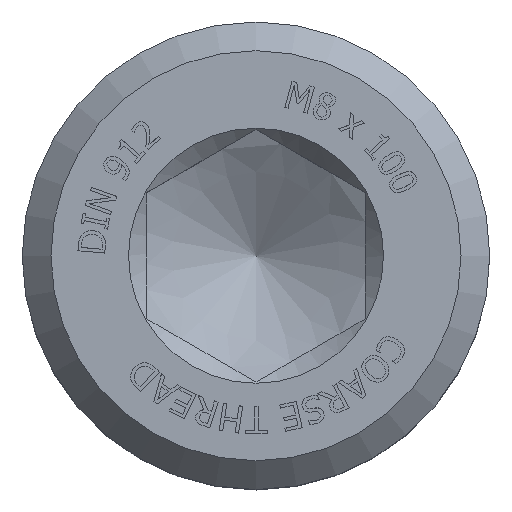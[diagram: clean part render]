
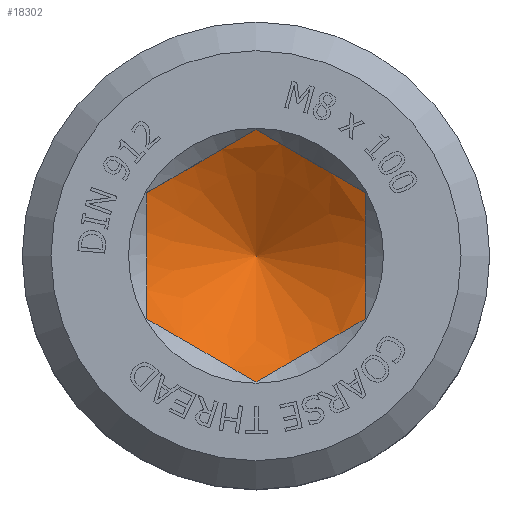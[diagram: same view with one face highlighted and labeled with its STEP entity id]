
A CAD part, top view. The second image highlights one B-rep face of the part: STEP entity #18302.
In plain terms, the highlighted conical face has half-angle 60 degrees and reference radius 2.6 mm.
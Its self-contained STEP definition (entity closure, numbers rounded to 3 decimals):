
#17930=CARTESIAN_POINT('',(0.,3.51,-4.0));
#17931=VERTEX_POINT('',#17930);
#17938=CARTESIAN_POINT('',(3.04,1.755,-4.0));
#17939=VERTEX_POINT('',#17938);
#17940=CARTESIAN_POINT('',(3.04,1.755,-4.0));
#17941=CARTESIAN_POINT('',(1.52,2.633,-4.507));
#17942=CARTESIAN_POINT('',(0.,3.51,-4.0));
#17950=(BOUNDED_CURVE()B_SPLINE_CURVE(2,(#17940,#17941,#17942),.UNSPECIFIED.,.F.,.U.)B_SPLINE_CURVE_WITH_KNOTS((3,3),(0.21,0.67),.UNSPECIFIED.)CURVE()GEOMETRIC_REPRESENTATION_ITEM()RATIONAL_B_SPLINE_CURVE((1.258,1.453,1.258))REPRESENTATION_ITEM(''));
#17951=EDGE_CURVE('',#17939,#17931,#17950,.T.);
#17968=CARTESIAN_POINT('',(-3.04,1.755,-4.0));
#17969=VERTEX_POINT('',#17968);
#17976=CARTESIAN_POINT('',(0.,3.51,-4.0));
#17977=CARTESIAN_POINT('',(-1.52,2.633,-4.507));
#17978=CARTESIAN_POINT('',(-3.04,1.755,-4.0));
#17986=(BOUNDED_CURVE()B_SPLINE_CURVE(2,(#17976,#17977,#17978),.UNSPECIFIED.,.F.,.U.)B_SPLINE_CURVE_WITH_KNOTS((3,3),(0.21,0.67),.UNSPECIFIED.)CURVE()GEOMETRIC_REPRESENTATION_ITEM()RATIONAL_B_SPLINE_CURVE((1.258,1.453,1.258))REPRESENTATION_ITEM(''));
#17987=EDGE_CURVE('',#17931,#17969,#17986,.T.);
#17999=CARTESIAN_POINT('',(-3.04,-1.755,-4.0));
#18000=VERTEX_POINT('',#17999);
#18007=CARTESIAN_POINT('',(-3.04,1.755,-4.0));
#18008=CARTESIAN_POINT('',(-3.04,0.,-4.507));
#18009=CARTESIAN_POINT('',(-3.04,-1.755,-4.0));
#18017=(BOUNDED_CURVE()B_SPLINE_CURVE(2,(#18007,#18008,#18009),.UNSPECIFIED.,.F.,.U.)B_SPLINE_CURVE_WITH_KNOTS((3,3),(0.21,0.67),.UNSPECIFIED.)CURVE()GEOMETRIC_REPRESENTATION_ITEM()RATIONAL_B_SPLINE_CURVE((1.258,1.453,1.258))REPRESENTATION_ITEM(''));
#18018=EDGE_CURVE('',#17969,#18000,#18017,.T.);
#18030=CARTESIAN_POINT('',(0.,-3.51,-4.0));
#18031=VERTEX_POINT('',#18030);
#18038=CARTESIAN_POINT('',(-3.04,-1.755,-4.0));
#18039=CARTESIAN_POINT('',(-1.52,-2.633,-4.507));
#18040=CARTESIAN_POINT('',(0.,-3.51,-4.0));
#18048=(BOUNDED_CURVE()B_SPLINE_CURVE(2,(#18038,#18039,#18040),.UNSPECIFIED.,.F.,.U.)B_SPLINE_CURVE_WITH_KNOTS((3,3),(0.21,0.67),.UNSPECIFIED.)CURVE()GEOMETRIC_REPRESENTATION_ITEM()RATIONAL_B_SPLINE_CURVE((1.258,1.453,1.258))REPRESENTATION_ITEM(''));
#18049=EDGE_CURVE('',#18000,#18031,#18048,.T.);
#18061=CARTESIAN_POINT('',(3.04,-1.755,-4.));
#18062=VERTEX_POINT('',#18061);
#18069=CARTESIAN_POINT('',(0.,-3.51,-4.0));
#18070=CARTESIAN_POINT('',(1.52,-2.633,-4.507));
#18071=CARTESIAN_POINT('',(3.04,-1.755,-4.));
#18079=(BOUNDED_CURVE()B_SPLINE_CURVE(2,(#18069,#18070,#18071),.UNSPECIFIED.,.F.,.U.)B_SPLINE_CURVE_WITH_KNOTS((3,3),(0.21,0.67),.UNSPECIFIED.)CURVE()GEOMETRIC_REPRESENTATION_ITEM()RATIONAL_B_SPLINE_CURVE((1.258,1.453,1.258))REPRESENTATION_ITEM(''));
#18080=EDGE_CURVE('',#18031,#18062,#18079,.T.);
#18093=CARTESIAN_POINT('',(3.04,-1.755,-4.));
#18094=CARTESIAN_POINT('',(3.04,0.,-4.507));
#18095=CARTESIAN_POINT('',(3.04,1.755,-4.0));
#18103=(BOUNDED_CURVE()B_SPLINE_CURVE(2,(#18093,#18094,#18095),.UNSPECIFIED.,.F.,.U.)B_SPLINE_CURVE_WITH_KNOTS((3,3),(0.21,0.67),.UNSPECIFIED.)CURVE()GEOMETRIC_REPRESENTATION_ITEM()RATIONAL_B_SPLINE_CURVE((1.258,1.453,1.258))REPRESENTATION_ITEM(''));
#18104=EDGE_CURVE('',#18062,#17939,#18103,.T.);
#18289=CARTESIAN_POINT('',(0.0,0.,-4.526));
#18290=DIRECTION('',(0.0,0.,1.0));
#18291=DIRECTION('',(0.0,1.0,0.0));
#18292=AXIS2_PLACEMENT_3D('',#18289,#18290,#18291);
#18293=CONICAL_SURFACE('',#18292,2.6,60.);
#18294=ORIENTED_EDGE('',*,*,#18018,.T.);
#18295=ORIENTED_EDGE('',*,*,#18049,.T.);
#18296=ORIENTED_EDGE('',*,*,#18080,.T.);
#18297=ORIENTED_EDGE('',*,*,#18104,.T.);
#18298=ORIENTED_EDGE('',*,*,#17951,.T.);
#18299=ORIENTED_EDGE('',*,*,#17987,.T.);
#18300=EDGE_LOOP('',(#18294,#18295,#18296,#18297,#18298,#18299));
#18301=FACE_OUTER_BOUND('',#18300,.T.);
#18302=ADVANCED_FACE('',(#18301),#18293,.F.);
